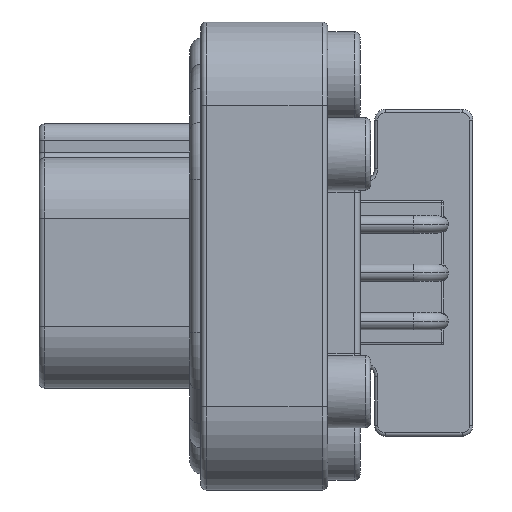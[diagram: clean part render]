
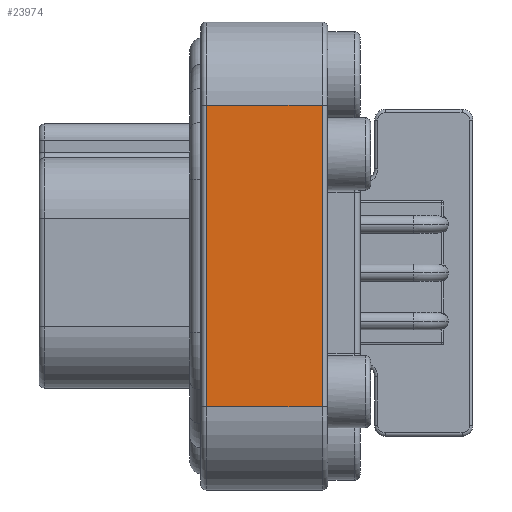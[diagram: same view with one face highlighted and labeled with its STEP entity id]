
A CAD part, left-side view. The second image highlights one B-rep face of the part: STEP entity #23974.
In plain terms, the highlighted planar face has unit normal (-1, 0, 0).
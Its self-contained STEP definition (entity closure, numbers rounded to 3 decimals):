
#7783=DIRECTION('',(0.,0.,1.));
#7784=VECTOR('',#7783,27.56);
#7785=CARTESIAN_POINT('',(-17.625,11.1,-13.78));
#7786=LINE('',#7785,#7784);
#7787=DIRECTION('',(0.,0.,-1.));
#7788=VECTOR('',#7787,27.56);
#7789=CARTESIAN_POINT('',(-17.625,0.5,13.78));
#7790=LINE('',#7789,#7788);
#7791=DIRECTION('',(0.,1.,0.));
#7792=VECTOR('',#7791,10.6);
#7793=CARTESIAN_POINT('',(-17.625,0.5,-13.78));
#7794=LINE('',#7793,#7792);
#7805=DIRECTION('',(0.,1.,0.));
#7806=VECTOR('',#7805,10.6);
#7807=CARTESIAN_POINT('',(-17.625,0.5,13.78));
#7808=LINE('',#7807,#7806);
#11090=CARTESIAN_POINT('',(-17.625,11.1,-13.78));
#11091=VERTEX_POINT('',#11090);
#11094=CARTESIAN_POINT('',(-17.625,11.1,13.78));
#11095=VERTEX_POINT('',#11094);
#11104=CARTESIAN_POINT('',(-17.625,0.5,-13.78));
#11105=VERTEX_POINT('',#11104);
#11106=CARTESIAN_POINT('',(-17.625,0.5,13.78));
#11107=VERTEX_POINT('',#11106);
#23961=CARTESIAN_POINT('',(-17.625,0.,-13.78));
#23962=DIRECTION('',(-1.,0.,0.));
#23963=DIRECTION('',(0.,0.,1.));
#23964=AXIS2_PLACEMENT_3D('',#23961,#23962,#23963);
#23965=PLANE('',#23964);
#23966=ORIENTED_EDGE('',*,*,#19157,.T.);
#23968=ORIENTED_EDGE('',*,*,#23967,.F.);
#23970=ORIENTED_EDGE('',*,*,#23969,.T.);
#23971=ORIENTED_EDGE('',*,*,#23953,.T.);
#23972=EDGE_LOOP('',(#23966,#23968,#23970,#23971));
#23973=FACE_OUTER_BOUND('',#23972,.F.);
#23974=ADVANCED_FACE('',(#23973),#23965,.T.);
#19157=EDGE_CURVE('',#11091,#11095,#7786,.T.);
#23953=EDGE_CURVE('',#11105,#11091,#7794,.T.);
#23967=EDGE_CURVE('',#11107,#11095,#7808,.T.);
#23969=EDGE_CURVE('',#11107,#11105,#7790,.T.);
